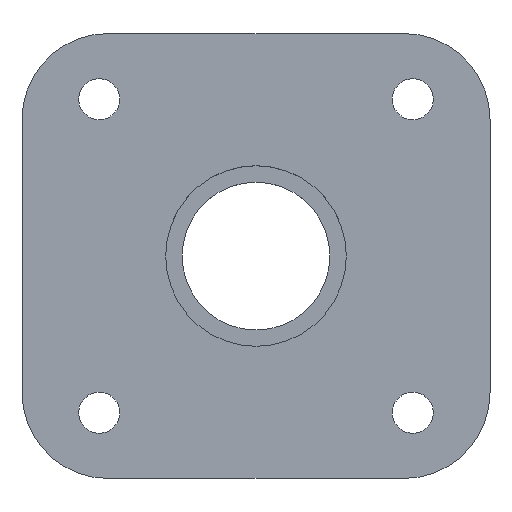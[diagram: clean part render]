
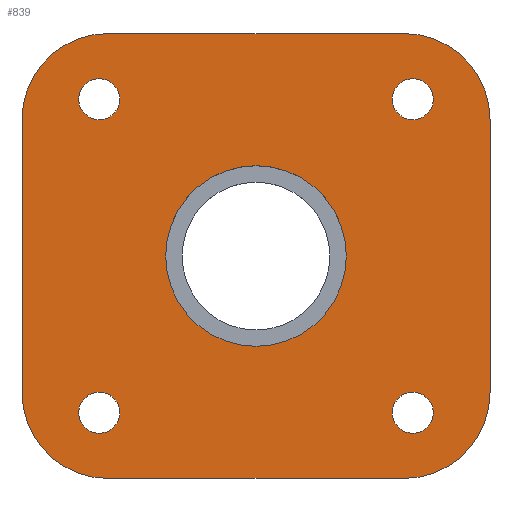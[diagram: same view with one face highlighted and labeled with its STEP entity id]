
A CAD part, top view. The second image highlights one B-rep face of the part: STEP entity #839.
In plain terms, the highlighted planar face has unit normal (0, 0, 1).
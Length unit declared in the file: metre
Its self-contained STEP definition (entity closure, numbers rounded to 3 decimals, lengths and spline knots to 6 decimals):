
#50=LINE('',#1295,#110);
#51=LINE('',#1299,#111);
#52=LINE('',#1303,#112);
#53=LINE('',#1307,#113);
#110=VECTOR('',#1024,1.);
#111=VECTOR('',#1027,1.);
#112=VECTOR('',#1030,1.);
#113=VECTOR('',#1033,1.);
#170=ORIENTED_EDGE('',*,*,#414,.F.);
#171=ORIENTED_EDGE('',*,*,#415,.F.);
#172=ORIENTED_EDGE('',*,*,#416,.F.);
#173=ORIENTED_EDGE('',*,*,#417,.F.);
#174=ORIENTED_EDGE('',*,*,#418,.F.);
#175=ORIENTED_EDGE('',*,*,#419,.T.);
#176=ORIENTED_EDGE('',*,*,#420,.T.);
#177=ORIENTED_EDGE('',*,*,#421,.T.);
#178=ORIENTED_EDGE('',*,*,#422,.F.);
#179=ORIENTED_EDGE('',*,*,#423,.T.);
#180=ORIENTED_EDGE('',*,*,#424,.T.);
#181=ORIENTED_EDGE('',*,*,#425,.T.);
#182=ORIENTED_EDGE('',*,*,#426,.T.);
#414=EDGE_CURVE('',#536,#536,#620,.T.);
#415=EDGE_CURVE('',#537,#537,#621,.T.);
#416=EDGE_CURVE('',#538,#538,#622,.T.);
#417=EDGE_CURVE('',#539,#539,#623,.T.);
#418=EDGE_CURVE('',#540,#540,#624,.T.);
#419=EDGE_CURVE('',#541,#542,#625,.T.);
#420=EDGE_CURVE('',#542,#543,#50,.T.);
#421=EDGE_CURVE('',#543,#544,#626,.T.);
#422=EDGE_CURVE('',#545,#544,#51,.T.);
#423=EDGE_CURVE('',#545,#546,#627,.T.);
#424=EDGE_CURVE('',#546,#547,#52,.T.);
#425=EDGE_CURVE('',#547,#548,#628,.T.);
#426=EDGE_CURVE('',#548,#541,#53,.T.);
#536=VERTEX_POINT('',#1283);
#537=VERTEX_POINT('',#1285);
#538=VERTEX_POINT('',#1287);
#539=VERTEX_POINT('',#1289);
#540=VERTEX_POINT('',#1291);
#541=VERTEX_POINT('',#1293);
#542=VERTEX_POINT('',#1294);
#543=VERTEX_POINT('',#1296);
#544=VERTEX_POINT('',#1298);
#545=VERTEX_POINT('',#1300);
#546=VERTEX_POINT('',#1302);
#547=VERTEX_POINT('',#1304);
#548=VERTEX_POINT('',#1306);
#620=CIRCLE('',#904,0.0025);
#621=CIRCLE('',#905,0.0025);
#622=CIRCLE('',#906,0.0025);
#623=CIRCLE('',#907,0.0025);
#624=CIRCLE('',#908,0.011);
#625=CIRCLE('',#909,0.010453);
#626=CIRCLE('',#910,0.010453);
#627=CIRCLE('',#911,0.010453);
#628=CIRCLE('',#912,0.010453);
#674=EDGE_LOOP('',(#170));
#675=EDGE_LOOP('',(#171));
#676=EDGE_LOOP('',(#172));
#677=EDGE_LOOP('',(#173));
#678=EDGE_LOOP('',(#174));
#679=EDGE_LOOP('',(#175,#176,#177,#178,#179,#180,#181,#182));
#746=FACE_BOUND('',#674,.T.);
#747=FACE_BOUND('',#675,.T.);
#748=FACE_BOUND('',#676,.T.);
#749=FACE_BOUND('',#677,.T.);
#750=FACE_BOUND('',#678,.T.);
#751=FACE_BOUND('',#679,.T.);
#818=PLANE('',#903);
#839=ADVANCED_FACE('',(#746,#747,#748,#749,#750,#751),#818,.T.);
#903=AXIS2_PLACEMENT_3D('',#1281,#1010,#1011);
#904=AXIS2_PLACEMENT_3D('',#1282,#1012,#1013);
#905=AXIS2_PLACEMENT_3D('',#1284,#1014,#1015);
#906=AXIS2_PLACEMENT_3D('',#1286,#1016,#1017);
#907=AXIS2_PLACEMENT_3D('',#1288,#1018,#1019);
#908=AXIS2_PLACEMENT_3D('',#1290,#1020,#1021);
#909=AXIS2_PLACEMENT_3D('',#1292,#1022,#1023);
#910=AXIS2_PLACEMENT_3D('',#1297,#1025,#1026);
#911=AXIS2_PLACEMENT_3D('',#1301,#1028,#1029);
#912=AXIS2_PLACEMENT_3D('',#1305,#1031,#1032);
#1010=DIRECTION('',(0.,0.,1.));
#1011=DIRECTION('',(1.,0.,0.));
#1012=DIRECTION('',(0.,0.,1.));
#1013=DIRECTION('',(1.,0.,0.));
#1014=DIRECTION('',(0.,0.,1.));
#1015=DIRECTION('',(1.,0.,0.));
#1016=DIRECTION('',(0.,0.,1.));
#1017=DIRECTION('',(1.,0.,0.));
#1018=DIRECTION('',(0.,0.,1.));
#1019=DIRECTION('',(1.,0.,0.));
#1020=DIRECTION('',(0.,0.,1.));
#1021=DIRECTION('',(1.,0.,0.));
#1022=DIRECTION('',(0.,0.,1.));
#1023=DIRECTION('',(1.,0.,0.));
#1024=DIRECTION('',(0.,-1.,0.));
#1025=DIRECTION('',(0.,0.,1.));
#1026=DIRECTION('',(1.,0.,0.));
#1027=DIRECTION('',(-1.,0.,0.));
#1028=DIRECTION('',(0.,0.,1.));
#1029=DIRECTION('',(1.,0.,0.));
#1030=DIRECTION('',(0.,1.,0.));
#1031=DIRECTION('',(0.,0.,1.));
#1032=DIRECTION('',(1.,0.,0.));
#1033=DIRECTION('',(-1.,0.,0.));
#1281=CARTESIAN_POINT('',(-0.023,0.,0.175));
#1282=CARTESIAN_POINT('',(-0.019092,-0.019092,0.175));
#1283=CARTESIAN_POINT('',(-0.016592,-0.019092,0.175));
#1284=CARTESIAN_POINT('',(0.019092,-0.019092,0.175));
#1285=CARTESIAN_POINT('',(0.021592,-0.019092,0.175));
#1286=CARTESIAN_POINT('',(0.019092,0.019092,0.175));
#1287=CARTESIAN_POINT('',(0.021592,0.019092,0.175));
#1288=CARTESIAN_POINT('',(-0.019092,0.019092,0.175));
#1289=CARTESIAN_POINT('',(-0.016592,0.019092,0.175));
#1290=CARTESIAN_POINT('',(0.,0.,0.175));
#1291=CARTESIAN_POINT('',(0.011,0.,0.175));
#1292=CARTESIAN_POINT('',(-0.018047,0.016639,0.175));
#1293=CARTESIAN_POINT('',(-0.018047,0.027092,0.175));
#1294=CARTESIAN_POINT('',(-0.0285,0.016639,0.175));
#1295=CARTESIAN_POINT('',(-0.0285,0.,0.175));
#1296=CARTESIAN_POINT('',(-0.0285,-0.016639,0.175));
#1297=CARTESIAN_POINT('',(-0.018047,-0.016639,0.175));
#1298=CARTESIAN_POINT('',(-0.018047,-0.027092,0.175));
#1299=CARTESIAN_POINT('',(-0.023,-0.027092,0.175));
#1300=CARTESIAN_POINT('',(0.018047,-0.027092,0.175));
#1301=CARTESIAN_POINT('',(0.018047,-0.016639,0.175));
#1302=CARTESIAN_POINT('',(0.0285,-0.016639,0.175));
#1303=CARTESIAN_POINT('',(0.0285,0.,0.175));
#1304=CARTESIAN_POINT('',(0.0285,0.016639,0.175));
#1305=CARTESIAN_POINT('',(0.018047,0.016639,0.175));
#1306=CARTESIAN_POINT('',(0.018047,0.027092,0.175));
#1307=CARTESIAN_POINT('',(-0.023,0.027092,0.175));
